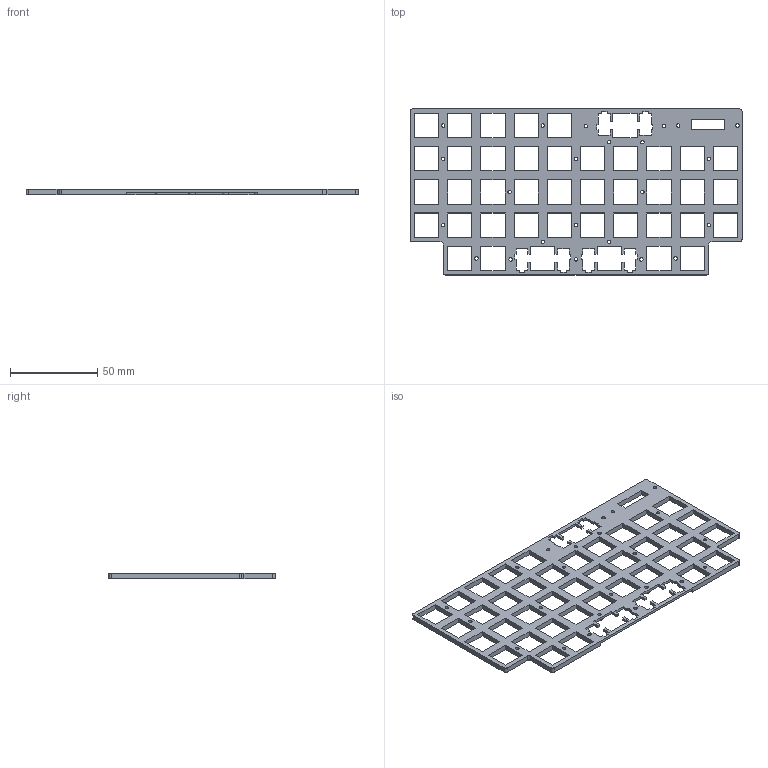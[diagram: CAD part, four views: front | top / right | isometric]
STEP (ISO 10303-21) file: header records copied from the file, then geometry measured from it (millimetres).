
FILE_DESCRIPTION(('HOOPS Exchange Step'),'2;1');
FILE_NAME('temp_export','2022-09-30T18:57:21-04:00',('mobile'),('Shapr3D Limited'),'HOOPS Exchange 2022.1','Shapr3D','Authorized');
FILE_SCHEMA( ('AP203_CONFIGURATION_CONTROLLED_3D_DESIGN_OF_MECHANICAL_PARTS_AND_ASSEMBLIES_MIM_LF') );
Length unit declared in the file: millimetre
Products named in the file (1): Plate
Bounding box: 190.5 x 95.25 x 3 mm (x, y, z)
Volume: 23676.5 mm3; surface area: 26418.4 mm2
Topology: 1 solids, 1 shells, 338 faces, 1014 edges, 680 vertices
Faces by surface type: plane 296, cylinder 41, bspline 1
Full cylindrical faces by diameter (mm): 2 x23, 3.6 x1
Entity records: 11555 total; most frequent: CARTESIAN_POINT 2046, ORIENTED_EDGE 2028, DIRECTION 1778, EDGE_CURVE 1014, VECTOR 922, LINE 922, VERTEX_POINT 680, EDGE_LOOP 472
